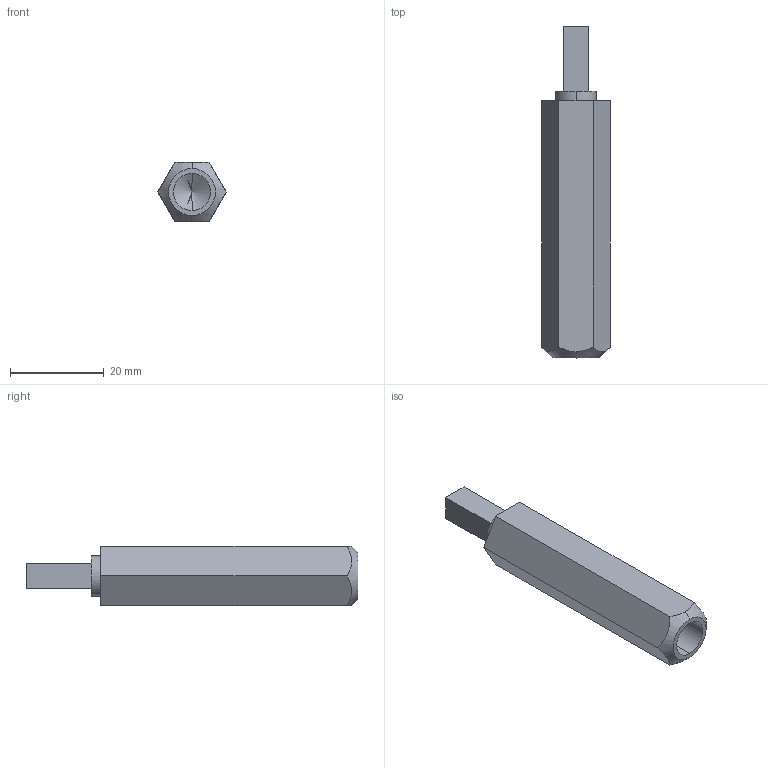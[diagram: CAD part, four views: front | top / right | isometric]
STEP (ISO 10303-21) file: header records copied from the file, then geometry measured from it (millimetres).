
FILE_DESCRIPTION (( 'STEP AP203' ), '1' );
FILE_NAME ('am-4234 Hex Shaft to PLG Interface.STEP', '2021-06-04T19:01:40', ( '' ), ( '' ), 'SwSTEP 2.0', 'SolidWorks 2019', '' );
FILE_SCHEMA (( 'CONFIG_CONTROL_DESIGN' ));
Length unit declared in the file: inch
Products named in the file (1): am-4234 Hex Shaft to PLG Interface
Bounding box: 14.64 x 71 x 12.67 mm (x, y, z)
Volume: 7159.4 mm3; surface area: 3491 mm2
Topology: 1 solids, 1 shells, 22 faces, 52 edges, 33 vertices
Faces by surface type: plane 14, cylinder 4, cone 4
Entity records: 751 total; most frequent: CARTESIAN_POINT 178, ORIENTED_EDGE 100, DIRECTION 98, EDGE_CURVE 50, VERTEX_POINT 33, AXIS2_PLACEMENT_3D 33, VECTOR 32, LINE 32
